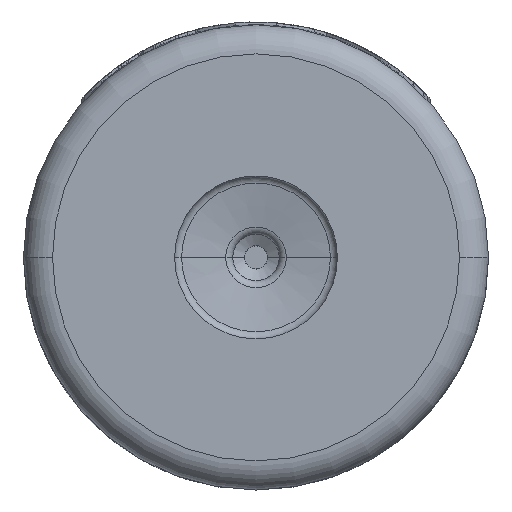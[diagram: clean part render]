
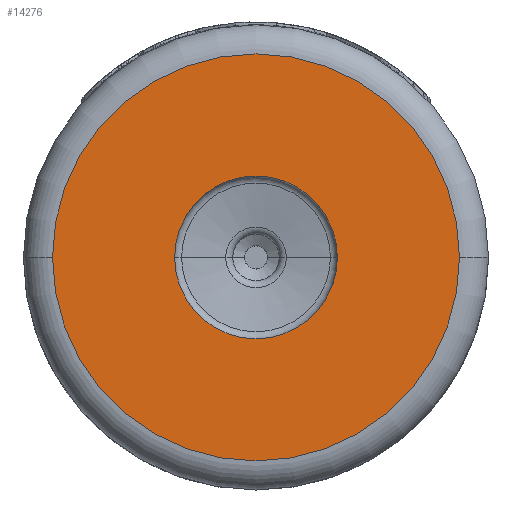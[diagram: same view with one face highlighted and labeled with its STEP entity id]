
A CAD part, front view. The second image highlights one B-rep face of the part: STEP entity #14276.
In plain terms, the highlighted planar face has unit normal (0, -1, 0).
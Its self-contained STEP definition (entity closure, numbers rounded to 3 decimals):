
#2267=CARTESIAN_POINT('',(0.,-4.,0.));
#2268=DIRECTION('',(0.,-1.,0.));
#2269=DIRECTION('',(-1.,0.,0.));
#2270=AXIS2_PLACEMENT_3D('',#2267,#2268,#2269);
#2282=CARTESIAN_POINT('',(0.,-4.,0.));
#2283=DIRECTION('',(0.,-1.,0.));
#2284=DIRECTION('',(-1.,0.,0.));
#2285=AXIS2_PLACEMENT_3D('',#2282,#2283,#2284);
#2287=CARTESIAN_POINT('',(0.,-4.,0.));
#2288=DIRECTION('',(0.,-1.,0.));
#2289=DIRECTION('',(1.,0.,0.));
#2290=AXIS2_PLACEMENT_3D('',#2287,#2288,#2289);
#2292=CARTESIAN_POINT('',(0.,-4.,0.));
#2293=DIRECTION('',(0.,-1.,0.));
#2294=DIRECTION('',(1.,0.,0.));
#2295=AXIS2_PLACEMENT_3D('',#2292,#2293,#2294);
#11847=CARTESIAN_POINT('',(-1.4,-4.,0.));
#11848=CARTESIAN_POINT('',(1.4,-4.,0.));
#11849=VERTEX_POINT('',#11847);
#11850=VERTEX_POINT('',#11848);
#11851=CARTESIAN_POINT('',(3.5,-4.,0.));
#11852=CARTESIAN_POINT('',(-3.5,-4.,0.));
#11853=VERTEX_POINT('',#11851);
#11854=VERTEX_POINT('',#11852);
#14260=CARTESIAN_POINT('',(0.,-4.,0.));
#14261=DIRECTION('',(0.,1.,0.));
#14262=DIRECTION('',(1.,0.,0.));
#14263=AXIS2_PLACEMENT_3D('',#14260,#14261,#14262);
#14264=PLANE('',#14263);
#14266=ORIENTED_EDGE('',*,*,#14265,.F.);
#14267=ORIENTED_EDGE('',*,*,#14250,.F.);
#14268=EDGE_LOOP('',(#14266,#14267));
#14269=FACE_OUTER_BOUND('',#14268,.F.);
#14271=ORIENTED_EDGE('',*,*,#14270,.T.);
#14273=ORIENTED_EDGE('',*,*,#14272,.T.);
#14274=EDGE_LOOP('',(#14271,#14273));
#14275=FACE_BOUND('',#14274,.F.);
#14276=ADVANCED_FACE('',(#14269,#14275),#14264,.F.);
#2271=CIRCLE('',#2270,3.5);
#2286=CIRCLE('',#2285,1.4);
#2291=CIRCLE('',#2290,1.4);
#2296=CIRCLE('',#2295,3.5);
#14250=EDGE_CURVE('',#11854,#11853,#2271,.T.);
#14265=EDGE_CURVE('',#11853,#11854,#2296,.T.);
#14270=EDGE_CURVE('',#11849,#11850,#2286,.T.);
#14272=EDGE_CURVE('',#11850,#11849,#2291,.T.);
